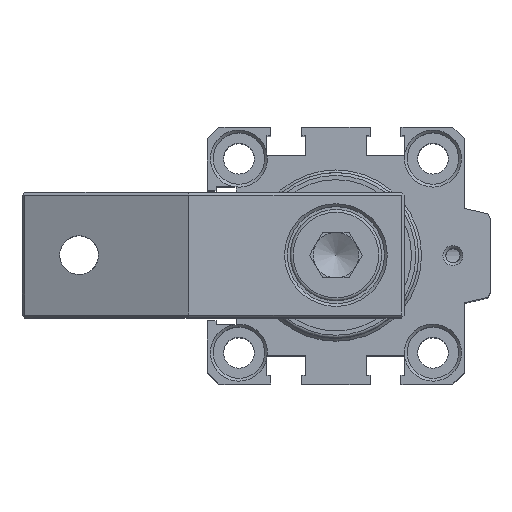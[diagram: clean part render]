
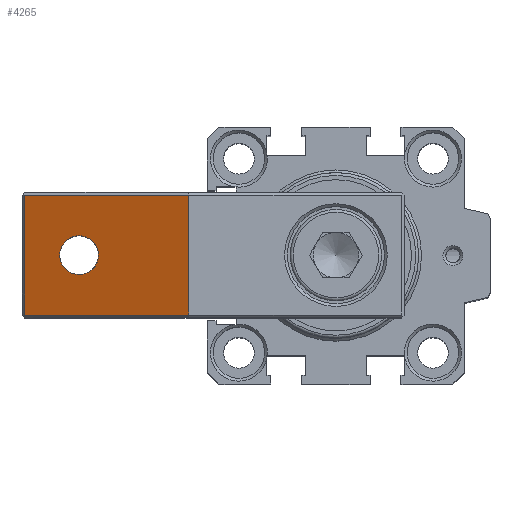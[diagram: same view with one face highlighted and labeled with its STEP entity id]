
A CAD part, top view. The second image highlights one B-rep face of the part: STEP entity #4265.
In plain terms, the highlighted planar face has unit normal (-0.407, 0, 0.913).
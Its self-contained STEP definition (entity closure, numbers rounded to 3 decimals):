
#355=FACE_BOUND('',#656,.T.);
#388=ELLIPSE('',#4559,3.722,3.4);
#389=ELLIPSE('',#4560,3.722,3.4);
#426=FACE_OUTER_BOUND('',#655,.T.);
#655=EDGE_LOOP('',(#2848,#2849,#2850,#2851));
#656=EDGE_LOOP('',(#2852,#2853));
#916=LINE('',#6385,#1309);
#942=LINE('',#6437,#1335);
#943=LINE('',#6438,#1336);
#944=LINE('',#6439,#1337);
#1309=VECTOR('',#5037,1000.);
#1335=VECTOR('',#5081,1000.);
#1336=VECTOR('',#5082,1000.);
#1337=VECTOR('',#5083,1000.);
#1702=VERTEX_POINT('',#6383);
#1703=VERTEX_POINT('',#6384);
#1719=VERTEX_POINT('',#6435);
#1720=VERTEX_POINT('',#6436);
#1721=VERTEX_POINT('',#6440);
#1722=VERTEX_POINT('',#6441);
#2149=EDGE_CURVE('',#1702,#1703,#916,.T.);
#2175=EDGE_CURVE('',#1719,#1720,#942,.T.);
#2176=EDGE_CURVE('',#1720,#1702,#943,.T.);
#2177=EDGE_CURVE('',#1719,#1703,#944,.T.);
#2178=EDGE_CURVE('',#1721,#1722,#388,.T.);
#2179=EDGE_CURVE('',#1722,#1721,#389,.T.);
#2848=ORIENTED_EDGE('',*,*,#2175,.T.);
#2849=ORIENTED_EDGE('',*,*,#2176,.T.);
#2850=ORIENTED_EDGE('',*,*,#2149,.T.);
#2851=ORIENTED_EDGE('',*,*,#2177,.F.);
#2852=ORIENTED_EDGE('',*,*,#2178,.T.);
#2853=ORIENTED_EDGE('',*,*,#2179,.T.);
#4115=PLANE('',#4558);
#4265=ADVANCED_FACE('',(#426,#355),#4115,.F.);
#4558=AXIS2_PLACEMENT_3D('',#6434,#5079,#5080);
#4559=AXIS2_PLACEMENT_3D('',#6442,#5084,#5085);
#4560=AXIS2_PLACEMENT_3D('',#6443,#5086,#5087);
#5037=DIRECTION('',(0.914,0.,0.407));
#5079=DIRECTION('center_axis',(0.407,0.,-0.914));
#5080=DIRECTION('ref_axis',(-0.914,0.,-0.407));
#5081=DIRECTION('',(-0.914,0.,-0.407));
#5082=DIRECTION('',(0.,-1.,0.));
#5083=DIRECTION('',(0.,-1.,0.));
#5084=DIRECTION('center_axis',(0.407,0.,
-0.914));
#5085=DIRECTION('ref_axis',(0.914,0.,0.407));
#5086=DIRECTION('center_axis',(0.407,0.,
-0.914));
#5087=DIRECTION('ref_axis',(0.914,0.,0.407));
#6383=CARTESIAN_POINT('',(-54.543,-10.5,118.203));
#6384=CARTESIAN_POINT('',(-25.802,-10.5,131.));
#6385=CARTESIAN_POINT('',(-55.,-10.5,118.));
#6434=CARTESIAN_POINT('Origin',(-55.,11.,118.));
#6435=CARTESIAN_POINT('',(-25.802,10.5,131.));
#6436=CARTESIAN_POINT('',(-54.543,10.5,118.203));
#6437=CARTESIAN_POINT('',(-55.,10.5,118.));
#6438=CARTESIAN_POINT('',(-54.543,-10.5,118.203));
#6439=CARTESIAN_POINT('',(-25.802,11.,131.));
#6440=CARTESIAN_POINT('',(-41.6,0.,123.966));
#6441=CARTESIAN_POINT('',(-48.4,0.,120.939));
#6442=CARTESIAN_POINT('Origin',(-45.,0.,122.452));
#6443=CARTESIAN_POINT('Origin',(-45.,0.,122.452));
